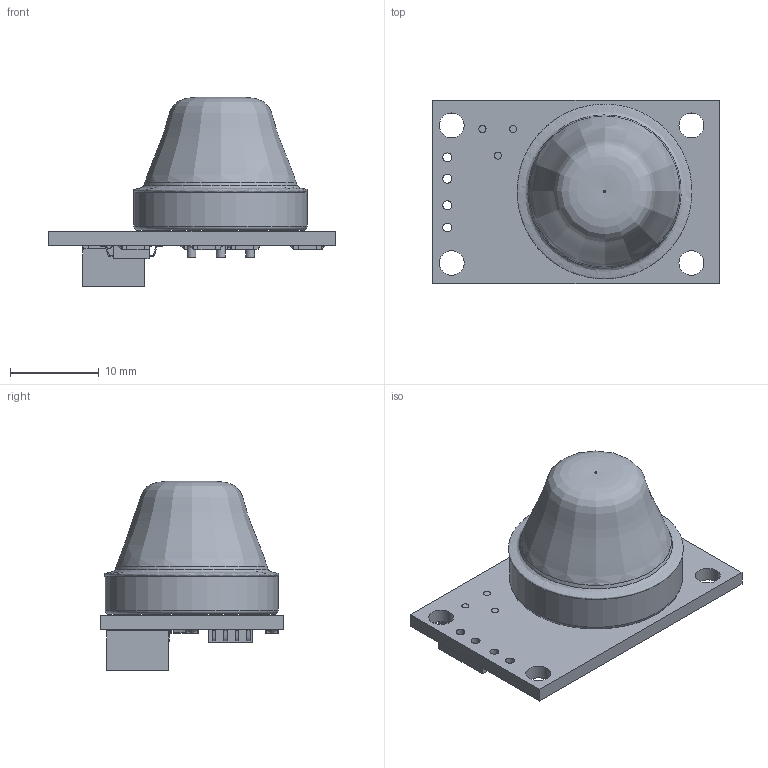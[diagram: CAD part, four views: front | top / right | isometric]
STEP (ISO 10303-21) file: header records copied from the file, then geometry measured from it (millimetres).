
FILE_DESCRIPTION(/* description */ (''),/* implementation_level */ '2;1');
FILE_NAME(/* name */ 'MQ-2.step',/* time_stamp */ '2019-08-22T07:44:34-05:00',/* author */ (''),/* organization */ (''),/* preprocessor_version */ 'ST-DEVELOPER v18',/* originating_system */ 'Autodesk Translation Framework v8.6.0.1094',/* authorisation */ '');
FILE_SCHEMA (('AUTOMOTIVE_DESIGN { 1 0 10303 214 3 1 1 }'));
Length unit declared in the file: millimetre
Products named in the file (12): MQ-2; PCB; sensor; 10k ohm SMT; SMP-generic; leads; LED SMT; LED SMT_1; Component1; small POT; Component1_1; Component2
Assembly tree (18 placements, depth 3):
  MQ-2
    PCB
    sensor
    10k ohm SMT  x7
    SMP-generic
      leads
    LED SMT
      Component1
    LED SMT_1
      Component1
    small POT
      Component1_1
      Component2
Bounding box: 32.25 x 20.65 x 21.36 mm (x, y, z)
Volume: 3024.5 mm3; surface area: 3907.2 mm2
Topology: 44 solids, 44 shells, 393 faces, 825 edges, 543 vertices
Faces by surface type: plane 333, bspline 38, cylinder 20, cone 1, torus 1
Full cylindrical faces by diameter (mm): 0.8 x3, 1 x10, 2.8 x4, 3.49 x2, 19.5 x1
Entity records: 11164 total; most frequent: CARTESIAN_POINT 5047, ORIENTED_EDGE 1146, DIRECTION 1115, EDGE_CURVE 573, LINE 475, VECTOR 475, VERTEX_POINT 379, AXIS2_PLACEMENT_3D 320
